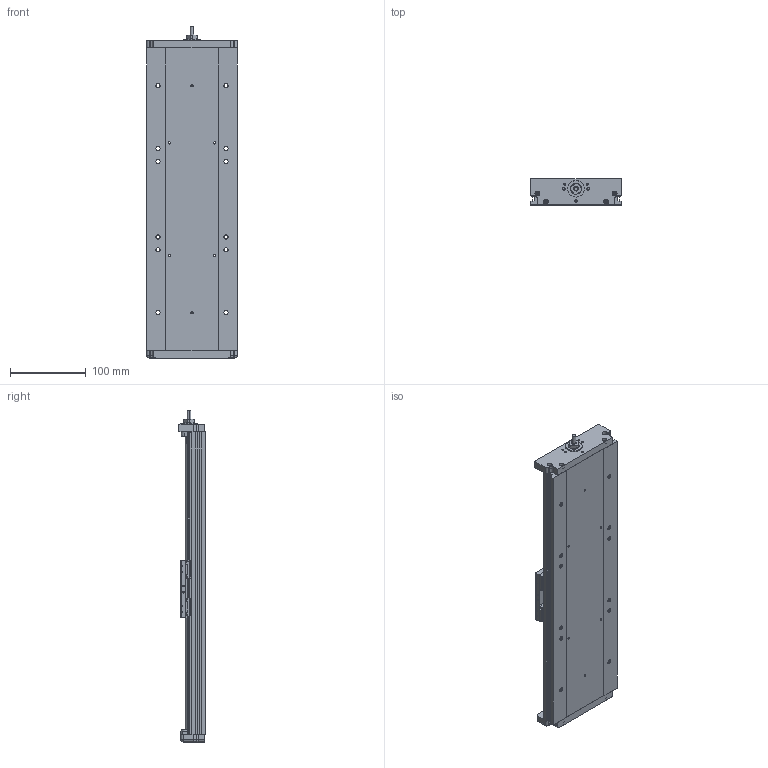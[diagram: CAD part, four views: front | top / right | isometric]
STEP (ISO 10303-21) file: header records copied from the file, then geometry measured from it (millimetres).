
FILE_DESCRIPTION (( 'STEP AP203' ), '1' );
FILE_NAME ('LAHP-33WTM310B10M.step', '2020-12-09T22:32:32', ( '' ), ( '' ), 'SwSTEP 2.0', 'SolidWorks 2019', '' );
FILE_SCHEMA (( 'CONFIG_CONTROL_DESIGN' ));
Length unit declared in the file: inch
Products named in the file (3): LAHP-33WTM310B10M_BASE; LAHP-33WTM310B10M_CARRIAGE; LAHP-33WTM310B10M
Assembly tree (2 placements, depth 2):
  LAHP-33WTM310B10M
    LAHP-33WTM310B10M_BASE
    LAHP-33WTM310B10M_CARRIAGE
Bounding box: 120 x 34.59 x 439.06 mm (x, y, z)
Volume: 726215.7 mm3; surface area: 217584.3 mm2
Topology: 2 solids, 13 shells, 1600 faces, 3948 edges, 2444 vertices
Faces by surface type: cylinder 763, plane 583, cone 234, bspline 14, torus 6
Entity records: 47383 total; most frequent: CARTESIAN_POINT 8714, DIRECTION 8562, ORIENTED_EDGE 7516, EDGE_CURVE 3758, AXIS2_PLACEMENT_3D 3281, VERTEX_POINT 2444, VECTOR 2000, LINE 2000
